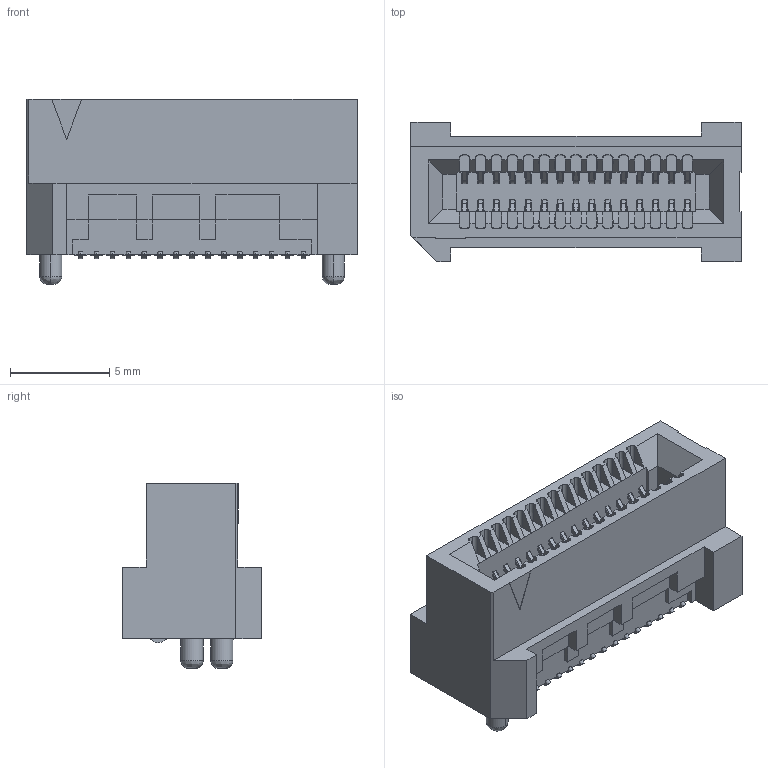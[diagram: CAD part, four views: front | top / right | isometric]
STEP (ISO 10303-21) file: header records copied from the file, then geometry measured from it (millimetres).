
FILE_DESCRIPTION(/* description */ (''),/* implementation_level */ '2;1');
FILE_NAME(/* name */ 'SPD08-030-XX-XX.stp',/* time_stamp */ '2018-03-20T09:52:21-05:00',/* author */ (''),/* organization */ (''),/* preprocessor_version */ 'ST-DEVELOPER v16',/* originating_system */ 'SIEMENS PLM Software NX 11.0',/* authorisation */ '');
FILE_SCHEMA (('AUTOMOTIVE_DESIGN { 1 0 10303 214 3 1 1 1 }'));
Length unit declared in the file: millimetre
Products named in the file (1): us2923687A69w8p4
Bounding box: 16.6 x 7 x 9.3 mm (x, y, z)
Volume: 454.5 mm3; surface area: 870.8 mm2
Topology: 1 solids, 1 shells, 1343 faces, 3768 edges, 2430 vertices
Faces by surface type: plane 855, cylinder 364, bspline 64, torus 60
Entity records: 49018 total; most frequent: CARTESIAN_POINT 14466, ORIENTED_EDGE 7536, DIRECTION 6824, EDGE_CURVE 3768, LINE 2672, VECTOR 2672, VERTEX_POINT 2430, AXIS2_PLACEMENT_3D 2076
